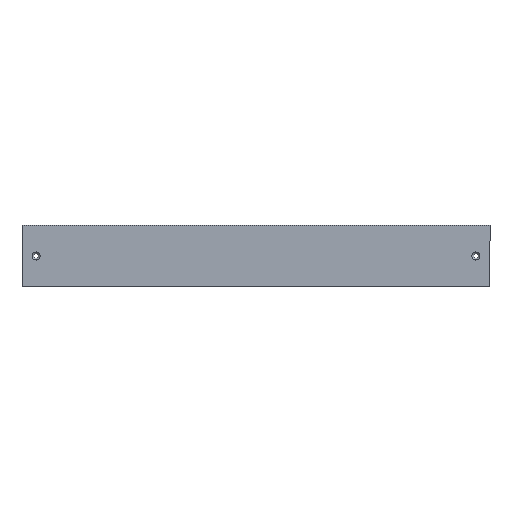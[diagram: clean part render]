
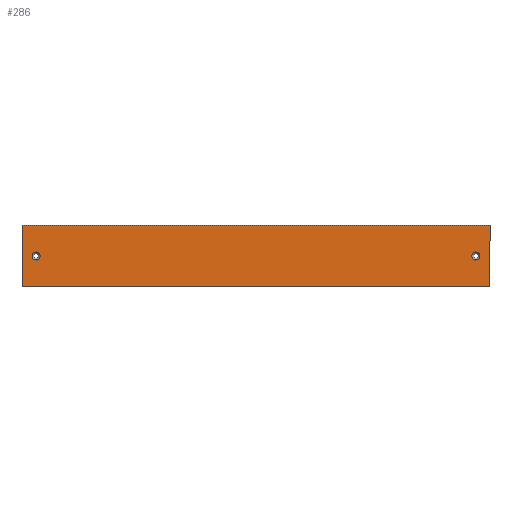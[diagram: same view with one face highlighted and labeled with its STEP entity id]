
A CAD part, top view. The second image highlights one B-rep face of the part: STEP entity #286.
In plain terms, the highlighted planar face has unit normal (0, 0, 1).
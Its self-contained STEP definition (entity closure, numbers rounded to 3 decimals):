
#4 = CIRCLE ( 'NONE', #152, 4.3 ) ;
#8 = VECTOR ( 'NONE', #308, 1000. ) ;
#14 = VECTOR ( 'NONE', #229, 1000. ) ;
#21 = ORIENTED_EDGE ( 'NONE', *, *, #361, .F. ) ;
#26 = CARTESIAN_POINT ( 'NONE',  ( 160.096, -63., 2. ) ) ;
#27 = VERTEX_POINT ( 'NONE', #183 ) ;
#28 = DIRECTION ( 'NONE',  ( 1., 0., 0. ) ) ;
#29 = VECTOR ( 'NONE', #131, 1000. ) ;
#50 = EDGE_CURVE ( 'NONE', #380, #27, #401, .T. ) ;
#55 = VERTEX_POINT ( 'NONE', #208 ) ;
#56 = PLANE ( 'NONE',  #267 ) ;
#60 = EDGE_CURVE ( 'NONE', #310, #280, #435, .T. ) ;
#61 = ORIENTED_EDGE ( 'NONE', *, *, #335, .F. ) ;
#62 = LINE ( 'NONE', #200, #14 ) ;
#64 = CARTESIAN_POINT ( 'NONE',  ( 0., 0., 2. ) ) ;
#72 = CARTESIAN_POINT ( 'NONE',  ( -329.204, -30., 2. ) ) ;
#79 = ORIENTED_EDGE ( 'NONE', *, *, #50, .F. ) ;
#85 = DIRECTION ( 'NONE',  ( 1., 0., 0. ) ) ;
#96 = FACE_BOUND ( 'NONE', #408, .T. ) ;
#103 = CARTESIAN_POINT ( 'NONE',  ( 160.096, -63., 2. ) ) ;
#106 = EDGE_CURVE ( 'NONE', #427, #378, #4, .T. ) ;
#123 = DIRECTION ( 'NONE',  ( -1., 0., 0. ) ) ;
#127 = ORIENTED_EDGE ( 'NONE', *, *, #264, .F. ) ;
#131 = DIRECTION ( 'NONE',  ( 0., -1., 0. ) ) ;
#135 = CIRCLE ( 'NONE', #189, 4.3 ) ;
#140 = EDGE_LOOP ( 'NONE', ( #195, #21 ) ) ;
#152 = AXIS2_PLACEMENT_3D ( 'NONE', #423, #224, #85 ) ;
#167 = CARTESIAN_POINT ( 'NONE',  ( 145.096, -30., 2. ) ) ;
#177 = CIRCLE ( 'NONE', #329, 4.3 ) ;
#180 = CARTESIAN_POINT ( 'NONE',  ( -320.604, -30., 2. ) ) ;
#183 = CARTESIAN_POINT ( 'NONE',  ( 160.096, 3., 2. ) ) ;
#189 = AXIS2_PLACEMENT_3D ( 'NONE', #397, #394, #198 ) ;
#195 = ORIENTED_EDGE ( 'NONE', *, *, #106, .F. ) ;
#198 = DIRECTION ( 'NONE',  ( 1., 0., 0. ) ) ;
#200 = CARTESIAN_POINT ( 'NONE',  ( -339.904, -63., 2. ) ) ;
#202 = DIRECTION ( 'NONE',  ( 0., 0., -1. ) ) ;
#208 = CARTESIAN_POINT ( 'NONE',  ( 140.796, -30., 2. ) ) ;
#212 = CARTESIAN_POINT ( 'NONE',  ( 160.096, 3., 2. ) ) ;
#220 = VECTOR ( 'NONE', #244, 1000. ) ;
#224 = DIRECTION ( 'NONE',  ( 0., 0., 1. ) ) ;
#229 = DIRECTION ( 'NONE',  ( 0., 1., 0. ) ) ;
#230 = VERTEX_POINT ( 'NONE', #362 ) ;
#237 = FACE_BOUND ( 'NONE', #140, .T. ) ;
#241 = EDGE_CURVE ( 'NONE', #55, #230, #135, .T. ) ;
#244 = DIRECTION ( 'NONE',  ( -1., 0., 0. ) ) ;
#245 = DIRECTION ( 'NONE',  ( 0., 0., 1. ) ) ;
#250 = CARTESIAN_POINT ( 'NONE',  ( -339.904, 3., 2. ) ) ;
#264 = EDGE_CURVE ( 'NONE', #280, #380, #62, .T. ) ;
#267 = AXIS2_PLACEMENT_3D ( 'NONE', #64, #202, #123 ) ;
#269 = LINE ( 'NONE', #212, #29 ) ;
#270 = EDGE_LOOP ( 'NONE', ( #127, #332, #61, #79 ) ) ;
#280 = VERTEX_POINT ( 'NONE', #359 ) ;
#286 = ADVANCED_FACE ( 'NONE', ( #237, #96, #368 ), #56, .F. ) ;
#307 = CARTESIAN_POINT ( 'NONE',  ( -324.904, -30., 2. ) ) ;
#308 = DIRECTION ( 'NONE',  ( 1., 0., 0. ) ) ;
#310 = VERTEX_POINT ( 'NONE', #26 ) ;
#312 = EDGE_CURVE ( 'NONE', #230, #55, #177, .T. ) ;
#329 = AXIS2_PLACEMENT_3D ( 'NONE', #167, #336, #28 ) ;
#332 = ORIENTED_EDGE ( 'NONE', *, *, #60, .F. ) ;
#335 = EDGE_CURVE ( 'NONE', #27, #310, #269, .T. ) ;
#336 = DIRECTION ( 'NONE',  ( 0., 0., 1. ) ) ;
#340 = CARTESIAN_POINT ( 'NONE',  ( -339.904, 3., 2. ) ) ;
#359 = CARTESIAN_POINT ( 'NONE',  ( -339.904, -63., 2. ) ) ;
#361 = EDGE_CURVE ( 'NONE', #378, #427, #420, .T. ) ;
#362 = CARTESIAN_POINT ( 'NONE',  ( 149.396, -30., 2. ) ) ;
#368 = FACE_OUTER_BOUND ( 'NONE', #270, .T. ) ;
#369 = ORIENTED_EDGE ( 'NONE', *, *, #312, .F. ) ;
#378 = VERTEX_POINT ( 'NONE', #72 ) ;
#380 = VERTEX_POINT ( 'NONE', #250 ) ;
#394 = DIRECTION ( 'NONE',  ( 0., 0., 1. ) ) ;
#397 = CARTESIAN_POINT ( 'NONE',  ( 145.096, -30., 2. ) ) ;
#398 = ORIENTED_EDGE ( 'NONE', *, *, #241, .F. ) ;
#401 = LINE ( 'NONE', #340, #8 ) ;
#408 = EDGE_LOOP ( 'NONE', ( #369, #398 ) ) ;
#409 = DIRECTION ( 'NONE',  ( 1., 0., 0. ) ) ;
#420 = CIRCLE ( 'NONE', #425, 4.3 ) ;
#423 = CARTESIAN_POINT ( 'NONE',  ( -324.904, -30., 2. ) ) ;
#425 = AXIS2_PLACEMENT_3D ( 'NONE', #307, #245, #409 ) ;
#427 = VERTEX_POINT ( 'NONE', #180 ) ;
#435 = LINE ( 'NONE', #103, #220 ) ;
